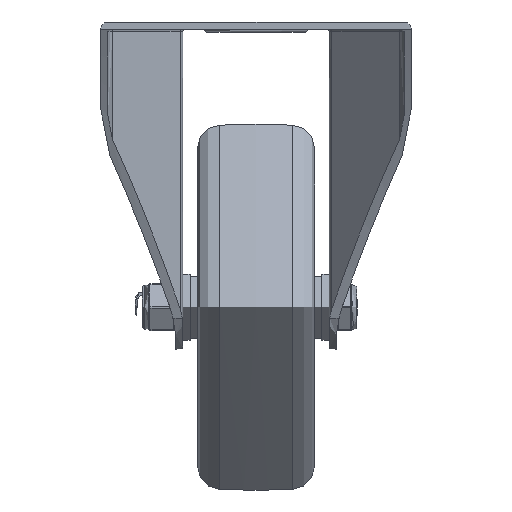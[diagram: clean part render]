
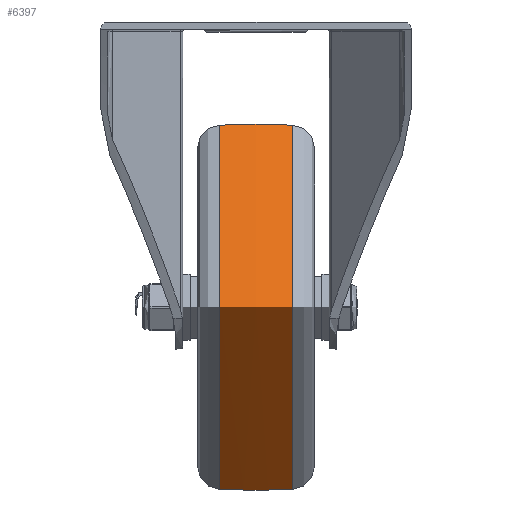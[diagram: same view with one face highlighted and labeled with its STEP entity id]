
A CAD part, left-side view. The second image highlights one B-rep face of the part: STEP entity #6397.
In plain terms, the highlighted free-form (B-spline) face has degree [2, 2] with [3, 9] control points.
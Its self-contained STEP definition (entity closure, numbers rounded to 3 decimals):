
#47=(
BOUNDED_SURFACE()
B_SPLINE_SURFACE(2,2,((#10662,#10663,#10664,#10665,#10666,#10667,#10668,
#10669,#10670),(#10671,#10672,#10673,#10674,#10675,#10676,#10677,#10678,
#10679),(#10680,#10681,#10682,#10683,#10684,#10685,#10686,#10687,#10688)),
 .UNSPECIFIED.,.F.,.T.,.F.)
B_SPLINE_SURFACE_WITH_KNOTS((3,3),(3,2,2,2,3),(-0.039,0.039),
(-3.142,-1.571,0.,1.571,3.142),
 .UNSPECIFIED.)
GEOMETRIC_REPRESENTATION_ITEM()
RATIONAL_B_SPLINE_SURFACE(((1.,0.707,1.,0.707,1.,
0.707,1.,0.707,1.),(0.999,0.707,
0.999,0.707,0.999,0.707,
0.999,0.707,0.999),(1.,0.707,
1.,0.707,1.,0.707,1.,0.707,1.)))
REPRESENTATION_ITEM('')
SURFACE()
);
#777=FACE_OUTER_BOUND('',#1200,.T.);
#1200=EDGE_LOOP('',(#4960,#4961,#4962,#4963));
#2457=CIRCLE('',#7071,49.805);
#2458=CIRCLE('',#7072,256.25);
#2459=CIRCLE('',#7073,49.805);
#2892=VERTEX_POINT('',#10659);
#2893=VERTEX_POINT('',#10689);
#3625=EDGE_CURVE('',#2892,#2892,#2457,.T.);
#3626=EDGE_CURVE('',#2892,#2893,#2458,.T.);
#3627=EDGE_CURVE('',#2893,#2893,#2459,.T.);
#4960=ORIENTED_EDGE('',*,*,#3625,.F.);
#4961=ORIENTED_EDGE('',*,*,#3626,.T.);
#4962=ORIENTED_EDGE('',*,*,#3627,.T.);
#4963=ORIENTED_EDGE('',*,*,#3626,.F.);
#6397=ADVANCED_FACE('',(#777),#47,.F.);
#7071=AXIS2_PLACEMENT_3D('',#10661,#8300,#8301);
#7072=AXIS2_PLACEMENT_3D('',#10690,#8302,#8303);
#7073=AXIS2_PLACEMENT_3D('',#10691,#8304,#8305);
#8300=DIRECTION('center_axis',(0.,1.,0.));
#8301=DIRECTION('ref_axis',(0.,0.,1.));
#8302=DIRECTION('center_axis',(-1.,0.,0.));
#8303=DIRECTION('ref_axis',(0.,0.,
-1.));
#8304=DIRECTION('center_axis',(0.,1.,0.));
#8305=DIRECTION('ref_axis',(0.,0.,1.));
#10659=CARTESIAN_POINT('',(0.,9.997,-49.805));
#10661=CARTESIAN_POINT('Origin',(0.,9.997,0.));
#10662=CARTESIAN_POINT('Ctrl Pts',(0.,-9.997,-49.805));
#10663=CARTESIAN_POINT('Ctrl Pts',(-49.805,-9.997,
-49.805));
#10664=CARTESIAN_POINT('Ctrl Pts',(-49.805,-9.997,
0.));
#10665=CARTESIAN_POINT('Ctrl Pts',(-49.805,-9.997,
49.805));
#10666=CARTESIAN_POINT('Ctrl Pts',(0.,-9.997,49.805));
#10667=CARTESIAN_POINT('Ctrl Pts',(49.805,-9.997,49.805));
#10668=CARTESIAN_POINT('Ctrl Pts',(49.805,-9.997,0.));
#10669=CARTESIAN_POINT('Ctrl Pts',(49.805,-9.997,-49.805));
#10670=CARTESIAN_POINT('Ctrl Pts',(0.,-9.997,-49.805));
#10671=CARTESIAN_POINT('Ctrl Pts',(0.,0.,-50.195));
#10672=CARTESIAN_POINT('Ctrl Pts',(-50.195,0.,
-50.195));
#10673=CARTESIAN_POINT('Ctrl Pts',(-50.195,0.,
0.));
#10674=CARTESIAN_POINT('Ctrl Pts',(-50.195,0.,
50.195));
#10675=CARTESIAN_POINT('Ctrl Pts',(0.,0.,50.195));
#10676=CARTESIAN_POINT('Ctrl Pts',(50.195,0.,
50.195));
#10677=CARTESIAN_POINT('Ctrl Pts',(50.195,0.,
0.));
#10678=CARTESIAN_POINT('Ctrl Pts',(50.195,0.,
-50.195));
#10679=CARTESIAN_POINT('Ctrl Pts',(0.,0.,-50.195));
#10680=CARTESIAN_POINT('Ctrl Pts',(0.,9.997,-49.805));
#10681=CARTESIAN_POINT('Ctrl Pts',(-49.805,9.997,-49.805));
#10682=CARTESIAN_POINT('Ctrl Pts',(-49.805,9.997,0.));
#10683=CARTESIAN_POINT('Ctrl Pts',(-49.805,9.997,49.805));
#10684=CARTESIAN_POINT('Ctrl Pts',(0.,9.997,49.805));
#10685=CARTESIAN_POINT('Ctrl Pts',(49.805,9.997,49.805));
#10686=CARTESIAN_POINT('Ctrl Pts',(49.805,9.997,0.));
#10687=CARTESIAN_POINT('Ctrl Pts',(49.805,9.997,-49.805));
#10688=CARTESIAN_POINT('Ctrl Pts',(0.,9.997,-49.805));
#10689=CARTESIAN_POINT('',(0.,-9.997,-49.805));
#10690=CARTESIAN_POINT('Origin',(0.,0.,
206.25));
#10691=CARTESIAN_POINT('Origin',(0.,-9.997,0.));
